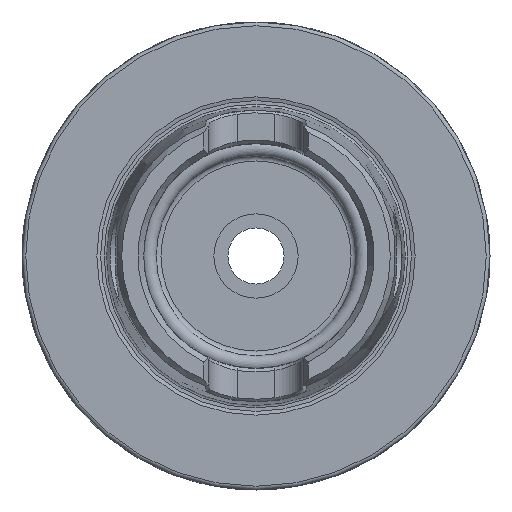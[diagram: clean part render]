
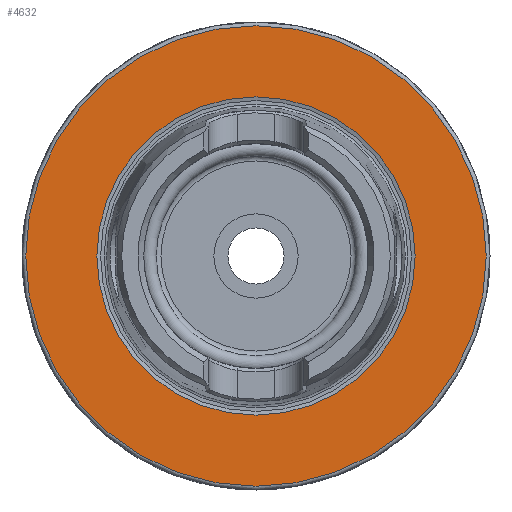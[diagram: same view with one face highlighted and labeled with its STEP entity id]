
A CAD part, left-side view. The second image highlights one B-rep face of the part: STEP entity #4632.
In plain terms, the highlighted planar face has unit normal (-1, 0, 0).
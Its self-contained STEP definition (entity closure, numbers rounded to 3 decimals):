
#4598=CARTESIAN_POINT('',(0.0,34.,0.0));
#4599=VERTEX_POINT('',#4598);
#4600=CARTESIAN_POINT('',(0.0,0.0,0.0));
#4601=DIRECTION('',(1.0,0.0,0.0));
#4602=DIRECTION('',(0.0,1.0,0.0));
#4603=AXIS2_PLACEMENT_3D('',#4600,#4601,#4602);
#4604=CIRCLE('',#4603,34.);
#4605=EDGE_CURVE('',#4599,#4599,#4604,.T.);
#4613=CARTESIAN_POINT('',(0.,41.6,0.0));
#4614=DIRECTION('',(-1.0,0.0,0.0));
#4615=DIRECTION('',(0.0,0.0,1.0));
#4616=AXIS2_PLACEMENT_3D('',#4613,#4614,#4615);
#4617=PLANE('',#4616);
#4618=CARTESIAN_POINT('',(0.,49.2,0.0));
#4619=VERTEX_POINT('',#4618);
#4620=CARTESIAN_POINT('',(0.,0.0,0.0));
#4621=DIRECTION('',(1.0,0.0,0.0));
#4622=DIRECTION('',(0.0,1.0,0.0));
#4623=AXIS2_PLACEMENT_3D('',#4620,#4621,#4622);
#4624=CIRCLE('',#4623,49.2);
#4625=EDGE_CURVE('',#4619,#4619,#4624,.T.);
#4626=ORIENTED_EDGE('',*,*,#4625,.F.);
#4627=EDGE_LOOP('',(#4626));
#4628=FACE_OUTER_BOUND('',#4627,.T.);
#4629=ORIENTED_EDGE('',*,*,#4605,.T.);
#4630=EDGE_LOOP('',(#4629));
#4631=FACE_BOUND('',#4630,.T.);
#4632=ADVANCED_FACE('',(#4628,#4631),#4617,.T.);
